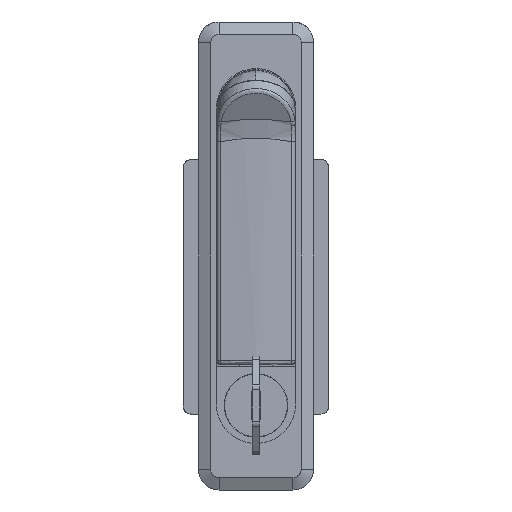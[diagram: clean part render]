
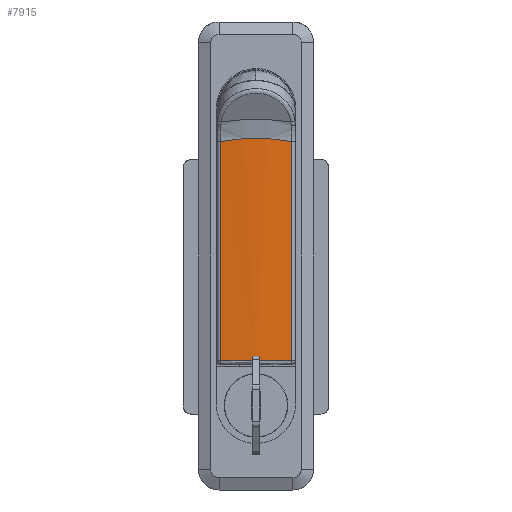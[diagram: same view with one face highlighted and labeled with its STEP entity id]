
A CAD part, front view. The second image highlights one B-rep face of the part: STEP entity #7915.
In plain terms, the highlighted free-form (B-spline) face has degree [1, 2] with [2, 3] control points.
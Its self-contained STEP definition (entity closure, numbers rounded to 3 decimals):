
#7624=CARTESIAN_POINT('',(-8.645,-3.091,-8.144));
#7625=VERTEX_POINT('',#7624);
#7634=CARTESIAN_POINT('',(8.645,-3.091,-8.144));
#7635=VERTEX_POINT('',#7634);
#7636=CARTESIAN_POINT('',(8.645,-3.091,-8.144));
#7637=CARTESIAN_POINT('',(0.,-3.911,-6.388));
#7638=CARTESIAN_POINT('',(-8.645,-3.091,-8.144));
#7646=(BOUNDED_CURVE()B_SPLINE_CURVE(2,(#7636,#7637,#7638),.UNSPECIFIED.,.F.,.U.)CURVE()GEOMETRIC_REPRESENTATION_ITEM()QUASI_UNIFORM_CURVE()RATIONAL_B_SPLINE_CURVE((1.0,0.996,1.0))REPRESENTATION_ITEM(''));
#7647=EDGE_CURVE('',#7635,#7625,#7646,.T.);
#7877=CARTESIAN_POINT('',(-9.503,-3.005,-5.912));
#7878=CARTESIAN_POINT('',(-9.503,-3.005,-62.89));
#7879=CARTESIAN_POINT('',(0.001,-3.998,-5.912));
#7880=CARTESIAN_POINT('',(0.001,-3.998,-62.89));
#7881=CARTESIAN_POINT('',(9.505,-3.005,-5.912));
#7882=CARTESIAN_POINT('',(9.505,-3.005,-62.89));
#7890=(BOUNDED_SURFACE()B_SPLINE_SURFACE(1,2,((#7877,#7879,#7881),(#7878,#7880,#7882)),.UNSPECIFIED.,.F.,.F.,.U.)B_SPLINE_SURFACE_WITH_KNOTS((2,2),(3,3),(0.0,56.978),(0.0,19.059),.UNSPECIFIED.)GEOMETRIC_REPRESENTATION_ITEM()RATIONAL_B_SPLINE_SURFACE(((0.999,0.992,0.996),(0.999,0.992,0.996)))REPRESENTATION_ITEM('')SURFACE());
#7891=ORIENTED_EDGE('',*,*,#7647,.T.);
#7892=CARTESIAN_POINT('',(-8.645,-3.091,-61.5));
#7893=VERTEX_POINT('',#7892);
#7894=CARTESIAN_POINT('',(-8.645,-3.091,-8.144));
#7895=CARTESIAN_POINT('',(-8.645,-3.091,-61.5));
#7896=QUASI_UNIFORM_CURVE('',1,(#7894,#7895),.UNSPECIFIED.,.F.,.U.);
#7897=EDGE_CURVE('',#7625,#7893,#7896,.T.);
#7898=ORIENTED_EDGE('',*,*,#7897,.T.);
#7899=CARTESIAN_POINT('',(8.645,-3.091,-61.5));
#7900=VERTEX_POINT('',#7899);
#7901=CARTESIAN_POINT('',(-8.645,-3.091,-61.5));
#7902=CARTESIAN_POINT('',(-2.899,-3.636,-61.5));
#7903=CARTESIAN_POINT('',(2.899,-3.637,-61.5));
#7904=CARTESIAN_POINT('',(8.645,-3.091,-61.5));
#7905=B_SPLINE_CURVE_WITH_KNOTS('',3,(#7901,#7902,#7903,#7904),.UNSPECIFIED.,.F.,.U.,(4,4),(0.,17.315),.UNSPECIFIED.);
#7906=EDGE_CURVE('',#7893,#7900,#7905,.T.);
#7907=ORIENTED_EDGE('',*,*,#7906,.T.);
#7908=CARTESIAN_POINT('',(8.645,-3.091,-61.5));
#7909=CARTESIAN_POINT('',(8.645,-3.091,-8.144));
#7910=QUASI_UNIFORM_CURVE('',1,(#7908,#7909),.UNSPECIFIED.,.F.,.U.);
#7911=EDGE_CURVE('',#7900,#7635,#7910,.T.);
#7912=ORIENTED_EDGE('',*,*,#7911,.T.);
#7913=EDGE_LOOP('',(#7891,#7898,#7907,#7912));
#7914=FACE_OUTER_BOUND('',#7913,.T.);
#7915=ADVANCED_FACE('',(#7914),#7890,.T.);
